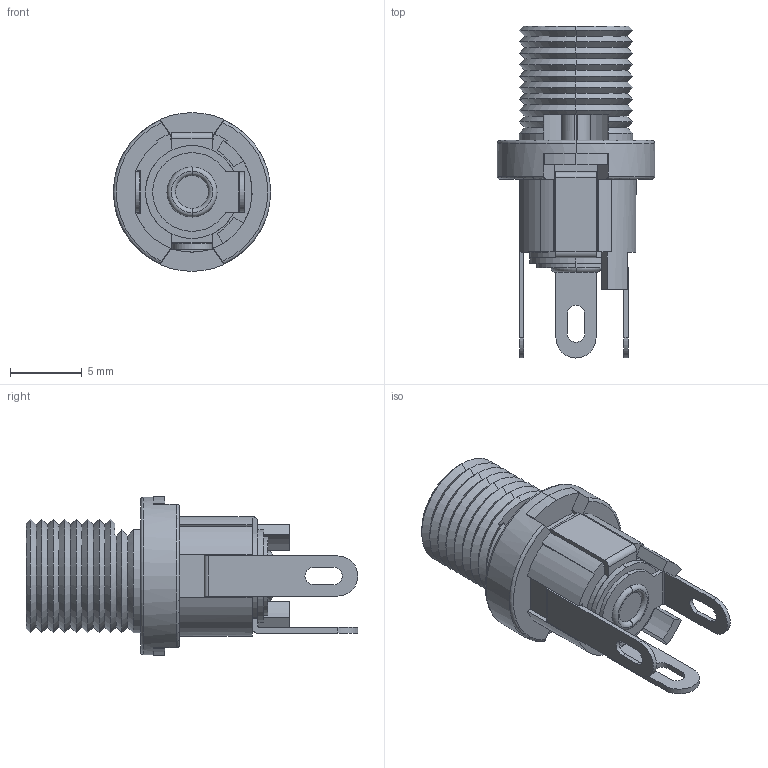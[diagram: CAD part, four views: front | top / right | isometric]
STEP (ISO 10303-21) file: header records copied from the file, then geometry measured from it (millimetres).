
FILE_DESCRIPTION((''),'2;1');
FILE_NAME('84375','2014-08-08T',('carefree'),(''),'PRO/ENGINEER BY PARAMETRIC TECHNOLOGY CORPORATION, 2005030','PRO/ENGINEER BY PARAMETRIC TECHNOLOGY CORPORATION, 2005030','');
FILE_SCHEMA(('CONFIG_CONTROL_DESIGN'));
Length unit declared in the file: millimetre
Products named in the file (1): 84375
Bounding box: 11 x 23.2 x 11.1 mm (x, y, z)
Volume: 655.8 mm3; surface area: 1378.9 mm2
Topology: 5 solids, 5 shells, 168 faces, 429 edges, 273 vertices
Faces by surface type: plane 74, cylinder 45, cone 37, torus 8, sphere 4
Entity records: 5180 total; most frequent: DIRECTION 933, CARTESIAN_POINT 927, ORIENTED_EDGE 858, EDGE_CURVE 429, AXIS2_PLACEMENT_3D 348, VERTEX_POINT 273, VECTOR 237, LINE 237
